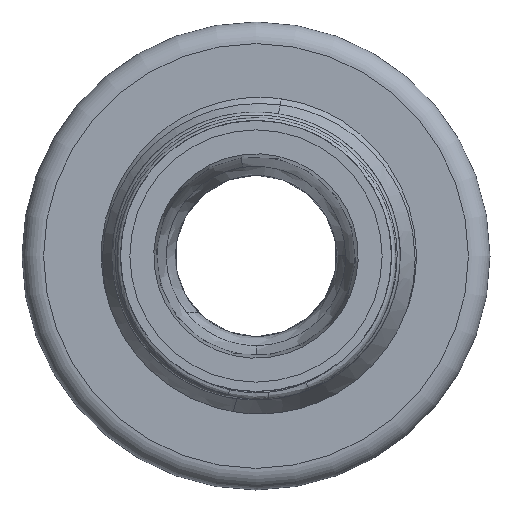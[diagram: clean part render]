
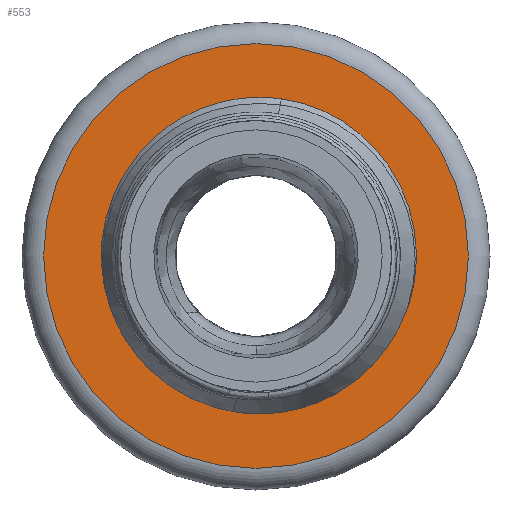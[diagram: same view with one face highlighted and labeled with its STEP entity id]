
A CAD part, front view. The second image highlights one B-rep face of the part: STEP entity #553.
In plain terms, the highlighted planar face has unit normal (0, -1, 0).
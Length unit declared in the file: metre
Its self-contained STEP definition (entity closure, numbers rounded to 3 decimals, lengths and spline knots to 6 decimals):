
#34=FACE_BOUND('',#84,.T.);
#39=PLANE('',#607);
#48=FACE_OUTER_BOUND('',#83,.T.);
#83=EDGE_LOOP('',(#369));
#84=EDGE_LOOP('',(#370,#371,#372,#373));
#122=CIRCLE('',#608,0.029507);
#144=B_SPLINE_CURVE_WITH_KNOTS('',3,(#1324,#1325,#1326,#1327,#1328,#1329,
#1330,#1331,#1332,#1333,#1334,#1335,#1336,#1337),.UNSPECIFIED.,.F.,.F.,
(4,2,2,2,2,2,4),(0.000014,0.353488,0.777282,
1.618838,2.252073,2.70892,3.174129),
 .UNSPECIFIED.);
#145=B_SPLINE_CURVE_WITH_KNOTS('',3,(#1339,#1340,#1341,#1342,#1343,#1344,
#1345,#1346,#1347,#1348,#1349,#1350),.UNSPECIFIED.,.F.,.F.,(4,2,2,2,2,4),
(0.000041,0.490241,0.980261,1.784379,
2.329085,2.871673),.UNSPECIFIED.);
#146=B_SPLINE_CURVE_WITH_KNOTS('',3,(#1352,#1353,#1354,#1355,#1356,#1357,
#1358,#1359,#1360,#1361),.UNSPECIFIED.,.F.,.F.,(4,2,2,2,4),(0.000025,
0.324934,0.560648,0.848638,1.13623),
 .UNSPECIFIED.);
#147=B_SPLINE_CURVE_WITH_KNOTS('',3,(#1362,#1363,#1364,#1365,#1366,#1367,
#1368,#1369,#1370,#1371,#1372,#1373,#1374,#1375,#1376,#1377),
 .UNSPECIFIED.,.F.,.F.,(4,2,2,2,2,2,2,4),(0.000521,0.559799,
1.111201,1.697042,2.145617,2.726039,3.11614,
3.654695),.UNSPECIFIED.);
#220=VERTEX_POINT('',#1320);
#221=VERTEX_POINT('',#1322);
#222=VERTEX_POINT('',#1323);
#223=VERTEX_POINT('',#1338);
#224=VERTEX_POINT('',#1351);
#280=EDGE_CURVE('',#220,#220,#122,.T.);
#281=EDGE_CURVE('',#221,#222,#144,.T.);
#282=EDGE_CURVE('',#222,#223,#145,.T.);
#283=EDGE_CURVE('',#223,#224,#146,.T.);
#284=EDGE_CURVE('',#224,#221,#147,.T.);
#369=ORIENTED_EDGE('',*,*,#280,.F.);
#370=ORIENTED_EDGE('',*,*,#281,.T.);
#371=ORIENTED_EDGE('',*,*,#282,.T.);
#372=ORIENTED_EDGE('',*,*,#283,.T.);
#373=ORIENTED_EDGE('',*,*,#284,.T.);
#553=ADVANCED_FACE('',(#48,#34),#39,.T.);
#607=AXIS2_PLACEMENT_3D('',#1319,#658,#659);
#608=AXIS2_PLACEMENT_3D('',#1321,#660,#661);
#658=DIRECTION('center_axis',(0.,-1.,0.));
#659=DIRECTION('ref_axis',(0.,0.,1.));
#660=DIRECTION('center_axis',(0.,1.,0.));
#661=DIRECTION('ref_axis',(0.,0.,-1.));
#1319=CARTESIAN_POINT('Origin',(0.035528,-0.010386,
0.035518));
#1320=CARTESIAN_POINT('',(0.,-0.010386,-0.029517));
#1321=CARTESIAN_POINT('Origin',(0.,-0.010386,
-0.00001));
#1322=CARTESIAN_POINT('',(0.003498,-0.010386,0.021828));
#1323=CARTESIAN_POINT('',(0.021024,-0.010386,-0.007323));
#1324=CARTESIAN_POINT('Ctrl Pts',(0.003498,-0.010386,
0.021828));
#1325=CARTESIAN_POINT('Ctrl Pts',(0.004666,-0.010386,
0.021669));
#1326=CARTESIAN_POINT('Ctrl Pts',(0.005821,-0.010386,
0.021413));
#1327=CARTESIAN_POINT('Ctrl Pts',(0.008296,-0.010386,
0.020647));
#1328=CARTESIAN_POINT('Ctrl Pts',(0.009607,-0.010386,
0.020095));
#1329=CARTESIAN_POINT('Ctrl Pts',(0.013337,-0.010386,
0.01805));
#1330=CARTESIAN_POINT('Ctrl Pts',(0.015545,-0.010386,
0.016191));
#1331=CARTESIAN_POINT('Ctrl Pts',(0.018676,-0.010386,
0.012343));
#1332=CARTESIAN_POINT('Ctrl Pts',(0.020187,-0.010386,
0.010024));
#1333=CARTESIAN_POINT('Ctrl Pts',(0.021933,-0.010386,
0.004585));
#1334=CARTESIAN_POINT('Ctrl Pts',(0.022298,-0.010386,
0.002185));
#1335=CARTESIAN_POINT('Ctrl Pts',(0.022257,-0.010386,
-0.002647));
#1336=CARTESIAN_POINT('Ctrl Pts',(0.021833,-0.010386,
-0.005033));
#1337=CARTESIAN_POINT('Ctrl Pts',(0.021023,-0.010386,
-0.007323));
#1338=CARTESIAN_POINT('',(-0.003173,-0.010386,-0.021641));
#1339=CARTESIAN_POINT('Ctrl Pts',(0.021024,-0.010386,
-0.007323));
#1340=CARTESIAN_POINT('Ctrl Pts',(0.02048,-0.010386,
-0.008864));
#1341=CARTESIAN_POINT('Ctrl Pts',(0.019763,-0.010386,
-0.010344));
#1342=CARTESIAN_POINT('Ctrl Pts',(0.018027,-0.010386,
-0.013111));
#1343=CARTESIAN_POINT('Ctrl Pts',(0.017006,-0.010386,
-0.014399));
#1344=CARTESIAN_POINT('Ctrl Pts',(0.01396,-0.010386,
-0.017454));
#1345=CARTESIAN_POINT('Ctrl Pts',(0.011599,-0.010386,
-0.019111));
#1346=CARTESIAN_POINT('Ctrl Pts',(0.00695,-0.010386,
-0.021056));
#1347=CARTESIAN_POINT('Ctrl Pts',(0.00496,-0.010386,
-0.021581));
#1348=CARTESIAN_POINT('Ctrl Pts',(0.000898,-0.010386,
-0.022045));
#1349=CARTESIAN_POINT('Ctrl Pts',(-0.001164,-0.010386,
-0.021988));
#1350=CARTESIAN_POINT('Ctrl Pts',(-0.003173,-0.010386,
-0.021641));
#1351=CARTESIAN_POINT('',(-0.020278,-0.010386,-0.007158));
#1352=CARTESIAN_POINT('Ctrl Pts',(-0.003173,-0.010386,
-0.021641));
#1353=CARTESIAN_POINT('Ctrl Pts',(-0.004241,-0.010386,
-0.021457));
#1354=CARTESIAN_POINT('Ctrl Pts',(-0.006138,-0.010386,
-0.021056));
#1355=CARTESIAN_POINT('Ctrl Pts',(-0.009969,-0.010386,
-0.01937));
#1356=CARTESIAN_POINT('Ctrl Pts',(-0.011483,-0.010386,
-0.018474));
#1357=CARTESIAN_POINT('Ctrl Pts',(-0.014579,-0.010386,
-0.016107));
#1358=CARTESIAN_POINT('Ctrl Pts',(-0.016079,-0.010386,
-0.014566));
#1359=CARTESIAN_POINT('Ctrl Pts',(-0.018587,-0.010386,
-0.011093));
#1360=CARTESIAN_POINT('Ctrl Pts',(-0.019579,-0.010386,
-0.009186));
#1361=CARTESIAN_POINT('Ctrl Pts',(-0.020278,-0.010386,
-0.007158));
#1362=CARTESIAN_POINT('Ctrl Pts',(-0.020278,-0.010386,
-0.007158));
#1363=CARTESIAN_POINT('Ctrl Pts',(-0.020886,-0.010386,
-0.005396));
#1364=CARTESIAN_POINT('Ctrl Pts',(-0.02127,-0.010386,
-0.003562));
#1365=CARTESIAN_POINT('Ctrl Pts',(-0.021559,-0.010386,
0.000146));
#1366=CARTESIAN_POINT('Ctrl Pts',(-0.021472,-0.010386,
0.002));
#1367=CARTESIAN_POINT('Ctrl Pts',(-0.020815,-0.010386,
0.005766));
#1368=CARTESIAN_POINT('Ctrl Pts',(-0.020086,-0.010386,
0.008482));
#1369=CARTESIAN_POINT('Ctrl Pts',(-0.016989,-0.010386,
0.013615));
#1370=CARTESIAN_POINT('Ctrl Pts',(-0.015252,-0.010386,
0.015601));
#1371=CARTESIAN_POINT('Ctrl Pts',(-0.010601,-0.010386,
0.019332));
#1372=CARTESIAN_POINT('Ctrl Pts',(-0.007908,-0.010386,
0.020498));
#1373=CARTESIAN_POINT('Ctrl Pts',(-0.004091,-0.010386,
0.021606));
#1374=CARTESIAN_POINT('Ctrl Pts',(-0.002514,-0.010386,
0.021886));
#1375=CARTESIAN_POINT('Ctrl Pts',(0.001281,-0.010386,
0.022133));
#1376=CARTESIAN_POINT('Ctrl Pts',(0.002913,-0.010386,
0.021908));
#1377=CARTESIAN_POINT('Ctrl Pts',(0.003498,-0.010386,
0.021828));
